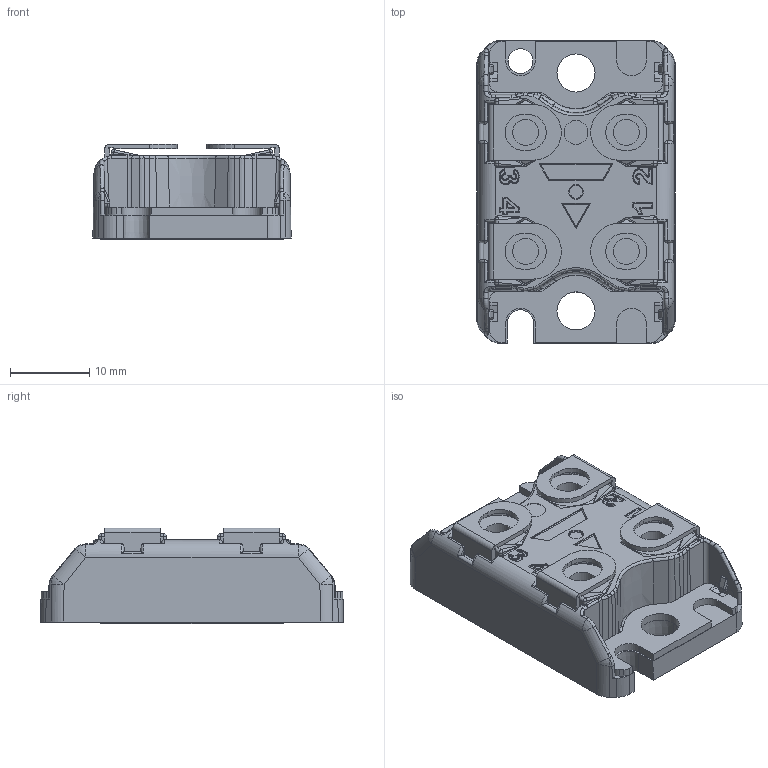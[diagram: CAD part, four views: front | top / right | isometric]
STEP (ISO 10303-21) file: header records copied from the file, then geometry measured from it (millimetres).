
FILE_DESCRIPTION(/* description */ ('Unknown'),/* implementation_level */ '2;1');
FILE_NAME(/* name */ 'ISOA NT - CGR091-004_b1',/* time_stamp */ '2022-01-20T14:10:24+01:00',/* author */ ('Unknown'),/* organization */ ('Unknown'),/* preprocessor_version */ 'ST-DEVELOPER v16.7',/* originating_system */ 'DEX',/* authorisation */ $);
FILE_SCHEMA (('AUTOMOTIVE_DESIGN {1 0 10303 214 3 1 1}'));
Length unit declared in the file: millimetre
Products named in the file (9): 091-004; Ecrou HM4 (CE); 211045; 240101_Plaquette à plat; 211046; 211047; 284062_boitier_banalisé; 211048; 392506_pour CGR091
Assembly tree (12 placements, depth 2):
  091-004
    Ecrou HM4 (CE)  x4
    211045
    240101_Plaquette à plat  x2
    211046
    211047
    284062_boitier_banalisé
    211048
    392506_pour CGR091
Bounding box: 25 x 38.2 x 12.1 mm (x, y, z)
Volume: 6898 mm3; surface area: 5924 mm2
Topology: 25 solids, 25 shells, 1094 faces, 2811 edges, 1698 vertices
Faces by surface type: plane 498, cylinder 307, bspline 175, cone 64, sphere 36, torus 14
Full cylindrical faces by diameter (mm): 3 x1, 3.3 x4, 4.8 x2
Entity records: 32587 total; most frequent: CARTESIAN_POINT 10012, ORIENTED_EDGE 4842, DIRECTION 4300, EDGE_CURVE 2421, VERTEX_POINT 1504, AXIS2_PLACEMENT_3D 1489, LINE 1322, VECTOR 1322
